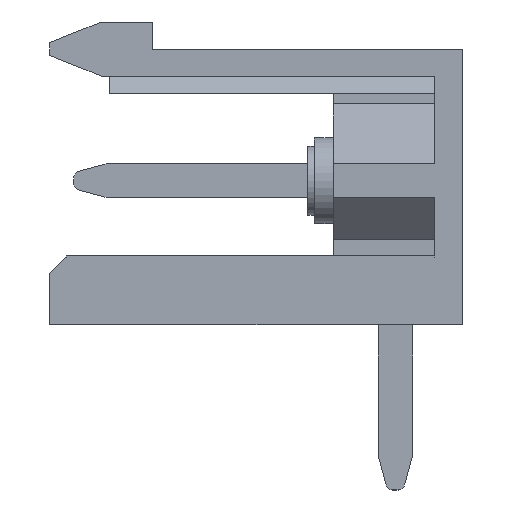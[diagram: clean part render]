
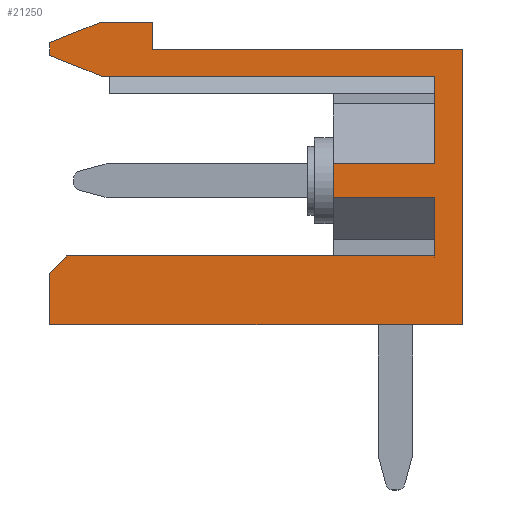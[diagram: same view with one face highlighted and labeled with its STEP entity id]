
A CAD part, left-side view. The second image highlights one B-rep face of the part: STEP entity #21250.
In plain terms, the highlighted planar face has unit normal (-1, 0, 0).
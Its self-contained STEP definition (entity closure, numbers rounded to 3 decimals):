
#154 = PLANE ( 'NONE',  #21209 ) ;
#327 = VERTEX_POINT ( 'NONE', #32048 ) ;
#338 = EDGE_CURVE ( 'NONE', #6442, #4725, #26049, .T. ) ;
#450 = ORIENTED_EDGE ( 'NONE', *, *, #23306, .T. ) ;
#551 = LINE ( 'NONE', #3407, #6318 ) ;
#771 = ORIENTED_EDGE ( 'NONE', *, *, #22997, .F. ) ;
#1766 = CARTESIAN_POINT ( 'NONE',  ( 0., 12., -8. ) ) ;
#2151 = CARTESIAN_POINT ( 'NONE',  ( 0., 0.8, -6. ) ) ;
#2459 = VECTOR ( 'NONE', #23573, 1000. ) ;
#2790 = CARTESIAN_POINT ( 'NONE',  ( 0., 0.8, -6. ) ) ;
#3360 = LINE ( 'NONE', #29246, #2459 ) ;
#3407 = CARTESIAN_POINT ( 'NONE',  ( 0., 10.5, 0.8 ) ) ;
#3427 = VECTOR ( 'NONE', #26217, 1000. ) ;
#3650 = CARTESIAN_POINT ( 'NONE',  ( 0., 10.5, 0.8 ) ) ;
#4422 = VECTOR ( 'NONE', #23806, 1000. ) ;
#4527 = VERTEX_POINT ( 'NONE', #8514 ) ;
#4699 = VERTEX_POINT ( 'NONE', #28951 ) ;
#4725 = VERTEX_POINT ( 'NONE', #15936 ) ;
#5364 = ORIENTED_EDGE ( 'NONE', *, *, #29961, .F. ) ;
#5424 = VERTEX_POINT ( 'NONE', #22058 ) ;
#5839 = DIRECTION ( 'NONE',  ( 0., 0., -1. ) ) ;
#6080 = EDGE_CURVE ( 'NONE', #18692, #12227, #19601, .T. ) ;
#6235 = EDGE_CURVE ( 'NONE', #27028, #36323, #27512, .T. ) ;
#6318 = VECTOR ( 'NONE', #28791, 1000. ) ;
#6442 = VERTEX_POINT ( 'NONE', #8048 ) ;
#6783 = LINE ( 'NONE', #2790, #20020 ) ;
#8048 = CARTESIAN_POINT ( 'NONE',  ( 0., 11.5, -6. ) ) ;
#8055 = CARTESIAN_POINT ( 'NONE',  ( 0., 3.75, -3.31 ) ) ;
#8514 = CARTESIAN_POINT ( 'NONE',  ( 0., 9.01, 0.8 ) ) ;
#9209 = DIRECTION ( 'NONE',  ( 0., 0., 1. ) ) ;
#9774 = CARTESIAN_POINT ( 'NONE',  ( 0., 9.01, 0. ) ) ;
#9904 = ORIENTED_EDGE ( 'NONE', *, *, #34439, .F. ) ;
#10334 = DIRECTION ( 'NONE',  ( 0., 0., 1. ) ) ;
#10571 = ORIENTED_EDGE ( 'NONE', *, *, #17485, .T. ) ;
#10733 = VERTEX_POINT ( 'NONE', #13958 ) ;
#11054 = CARTESIAN_POINT ( 'NONE',  ( 0., 3.75, -3.31 ) ) ;
#11212 = VECTOR ( 'NONE', #10334, 1000. ) ;
#11331 = FACE_OUTER_BOUND ( 'NONE', #12499, .T. ) ;
#11496 = ORIENTED_EDGE ( 'NONE', *, *, #21469, .F. ) ;
#11748 = CARTESIAN_POINT ( 'NONE',  ( 0., 0.8, -0.77 ) ) ;
#11855 = DIRECTION ( 'NONE',  ( 0., -1., 0. ) ) ;
#11985 = EDGE_CURVE ( 'NONE', #22136, #5424, #33563, .T. ) ;
#12227 = VERTEX_POINT ( 'NONE', #27868 ) ;
#12499 = EDGE_LOOP ( 'NONE', ( #18858, #19801, #30962, #15222, #11496, #13644, #771, #16646, #9904, #18939, #5364, #35054, #15930, #24112, #10571, #450, #34611 ) ) ;
#12813 = DIRECTION ( 'NONE',  ( 0., 0., -1. ) ) ;
#12827 = DIRECTION ( 'NONE',  ( 0., 0.928, 0.371 ) ) ;
#12884 = LINE ( 'NONE', #14803, #27908 ) ;
#13644 = ORIENTED_EDGE ( 'NONE', *, *, #11985, .F. ) ;
#13958 = CARTESIAN_POINT ( 'NONE',  ( 0., 12., -0.17 ) ) ;
#14803 = CARTESIAN_POINT ( 'NONE',  ( 0., 3.75, -4.31 ) ) ;
#15222 = ORIENTED_EDGE ( 'NONE', *, *, #26992, .F. ) ;
#15370 = CARTESIAN_POINT ( 'NONE',  ( 0., 10.5, -0.77 ) ) ;
#15535 = LINE ( 'NONE', #8055, #29647 ) ;
#15867 = CARTESIAN_POINT ( 'NONE',  ( 0., 0.8, -0.77 ) ) ;
#15930 = ORIENTED_EDGE ( 'NONE', *, *, #34078, .F. ) ;
#15936 = CARTESIAN_POINT ( 'NONE',  ( 0., 12., -6.5 ) ) ;
#16004 = LINE ( 'NONE', #18405, #29251 ) ;
#16646 = ORIENTED_EDGE ( 'NONE', *, *, #29140, .F. ) ;
#17217 = LINE ( 'NONE', #1766, #23790 ) ;
#17485 = EDGE_CURVE ( 'NONE', #18692, #28697, #15535, .T. ) ;
#17487 = VECTOR ( 'NONE', #12827, 1000. ) ;
#18381 = CARTESIAN_POINT ( 'NONE',  ( 0., 12., -0.17 ) ) ;
#18405 = CARTESIAN_POINT ( 'NONE',  ( 0., 9.01, 0.8 ) ) ;
#18423 = CARTESIAN_POINT ( 'NONE',  ( 0., 10.5, -0.77 ) ) ;
#18447 = LINE ( 'NONE', #3650, #3427 ) ;
#18692 = VERTEX_POINT ( 'NONE', #11054 ) ;
#18703 = LINE ( 'NONE', #15867, #11212 ) ;
#18704 = VECTOR ( 'NONE', #20523, 1000. ) ;
#18858 = ORIENTED_EDGE ( 'NONE', *, *, #25877, .F. ) ;
#18939 = ORIENTED_EDGE ( 'NONE', *, *, #28663, .F. ) ;
#19490 = DIRECTION ( 'NONE',  ( 0., 1., 0. ) ) ;
#19601 = LINE ( 'NONE', #31751, #18704 ) ;
#19801 = ORIENTED_EDGE ( 'NONE', *, *, #338, .T. ) ;
#19917 = CARTESIAN_POINT ( 'NONE',  ( 0., 0., 0. ) ) ;
#20020 = VECTOR ( 'NONE', #33759, 1000. ) ;
#20523 = DIRECTION ( 'NONE',  ( 0., -1., 0. ) ) ;
#21209 = AXIS2_PLACEMENT_3D ( 'NONE', #19917, #22746, #5839 ) ;
#21250 = ADVANCED_FACE ( 'NONE', ( #11331 ), #154, .F. ) ;
#21339 = CARTESIAN_POINT ( 'NONE',  ( 0., 12., -0.17 ) ) ;
#21469 = EDGE_CURVE ( 'NONE', #5424, #28112, #3360, .T. ) ;
#22058 = CARTESIAN_POINT ( 'NONE',  ( 0., 0., 0. ) ) ;
#22136 = VERTEX_POINT ( 'NONE', #32301 ) ;
#22670 = VECTOR ( 'NONE', #35288, 1000. ) ;
#22746 = DIRECTION ( 'NONE',  ( 1., 0., 0. ) ) ;
#22774 = VERTEX_POINT ( 'NONE', #25685 ) ;
#22997 = EDGE_CURVE ( 'NONE', #4527, #22136, #16004, .T. ) ;
#23306 = EDGE_CURVE ( 'NONE', #28697, #4699, #12884, .T. ) ;
#23573 = DIRECTION ( 'NONE',  ( 0., 0., -1. ) ) ;
#23790 = VECTOR ( 'NONE', #24330, 1000. ) ;
#23806 = DIRECTION ( 'NONE',  ( 0., -1., 0. ) ) ;
#24112 = ORIENTED_EDGE ( 'NONE', *, *, #6080, .F. ) ;
#24143 = CARTESIAN_POINT ( 'NONE',  ( 0., 3.75, -4.31 ) ) ;
#24191 = VERTEX_POINT ( 'NONE', #35907 ) ;
#24330 = DIRECTION ( 'NONE',  ( 0., 0., 1. ) ) ;
#24931 = DIRECTION ( 'NONE',  ( 0., 0., -1. ) ) ;
#25156 = CARTESIAN_POINT ( 'NONE',  ( 0., 11.5, -6. ) ) ;
#25181 = VECTOR ( 'NONE', #36469, 1000. ) ;
#25685 = CARTESIAN_POINT ( 'NONE',  ( 0., 10.5, 0.8 ) ) ;
#25860 = LINE ( 'NONE', #21339, #17487 ) ;
#25877 = EDGE_CURVE ( 'NONE', #6442, #36515, #6783, .T. ) ;
#26049 = LINE ( 'NONE', #25156, #25181 ) ;
#26088 = VECTOR ( 'NONE', #19490, 1000. ) ;
#26217 = DIRECTION ( 'NONE',  ( 0., -1., 0. ) ) ;
#26975 = LINE ( 'NONE', #27994, #26088 ) ;
#26992 = EDGE_CURVE ( 'NONE', #28112, #24191, #26975, .T. ) ;
#27028 = VERTEX_POINT ( 'NONE', #11748 ) ;
#27512 = LINE ( 'NONE', #18423, #22670 ) ;
#27733 = VECTOR ( 'NONE', #35252, 1000. ) ;
#27868 = CARTESIAN_POINT ( 'NONE',  ( 0., 0.8, -3.31 ) ) ;
#27908 = VECTOR ( 'NONE', #11855, 1000. ) ;
#27994 = CARTESIAN_POINT ( 'NONE',  ( 0., 0., -8. ) ) ;
#28112 = VERTEX_POINT ( 'NONE', #32609 ) ;
#28663 = EDGE_CURVE ( 'NONE', #10733, #327, #30399, .T. ) ;
#28697 = VERTEX_POINT ( 'NONE', #24143 ) ;
#28791 = DIRECTION ( 'NONE',  ( 0., -0.928, 0.371 ) ) ;
#28951 = CARTESIAN_POINT ( 'NONE',  ( 0., 0.8, -4.31 ) ) ;
#29140 = EDGE_CURVE ( 'NONE', #22774, #4527, #18447, .T. ) ;
#29246 = CARTESIAN_POINT ( 'NONE',  ( 0., 0., 0. ) ) ;
#29251 = VECTOR ( 'NONE', #12813, 1000. ) ;
#29647 = VECTOR ( 'NONE', #24931, 1000. ) ;
#29956 = LINE ( 'NONE', #34464, #36549 ) ;
#29961 = EDGE_CURVE ( 'NONE', #36323, #10733, #25860, .T. ) ;
#30399 = LINE ( 'NONE', #18381, #27733 ) ;
#30962 = ORIENTED_EDGE ( 'NONE', *, *, #36423, .F. ) ;
#31545 = EDGE_CURVE ( 'NONE', #36515, #4699, #29956, .T. ) ;
#31751 = CARTESIAN_POINT ( 'NONE',  ( 0., 3.75, -3.31 ) ) ;
#32048 = CARTESIAN_POINT ( 'NONE',  ( 0., 12., 0.2 ) ) ;
#32301 = CARTESIAN_POINT ( 'NONE',  ( 0., 9.01, 0. ) ) ;
#32609 = CARTESIAN_POINT ( 'NONE',  ( 0., 0., -8. ) ) ;
#33563 = LINE ( 'NONE', #9774, #4422 ) ;
#33759 = DIRECTION ( 'NONE',  ( 0., -1., 0. ) ) ;
#34078 = EDGE_CURVE ( 'NONE', #12227, #27028, #18703, .T. ) ;
#34439 = EDGE_CURVE ( 'NONE', #327, #22774, #551, .T. ) ;
#34464 = CARTESIAN_POINT ( 'NONE',  ( 0., 0.8, -0.77 ) ) ;
#34611 = ORIENTED_EDGE ( 'NONE', *, *, #31545, .F. ) ;
#35054 = ORIENTED_EDGE ( 'NONE', *, *, #6235, .F. ) ;
#35252 = DIRECTION ( 'NONE',  ( 0., 0., 1. ) ) ;
#35288 = DIRECTION ( 'NONE',  ( 0., 1., 0. ) ) ;
#35907 = CARTESIAN_POINT ( 'NONE',  ( 0., 12., -8. ) ) ;
#36323 = VERTEX_POINT ( 'NONE', #15370 ) ;
#36423 = EDGE_CURVE ( 'NONE', #24191, #4725, #17217, .T. ) ;
#36469 = DIRECTION ( 'NONE',  ( 0., 0.707, -0.707 ) ) ;
#36515 = VERTEX_POINT ( 'NONE', #2151 ) ;
#36549 = VECTOR ( 'NONE', #9209, 1000. ) ;
